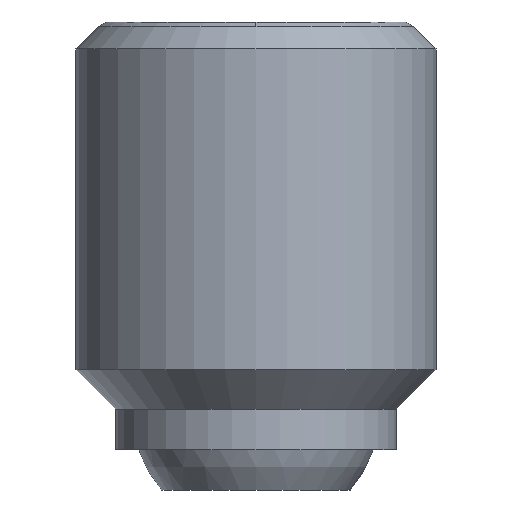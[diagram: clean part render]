
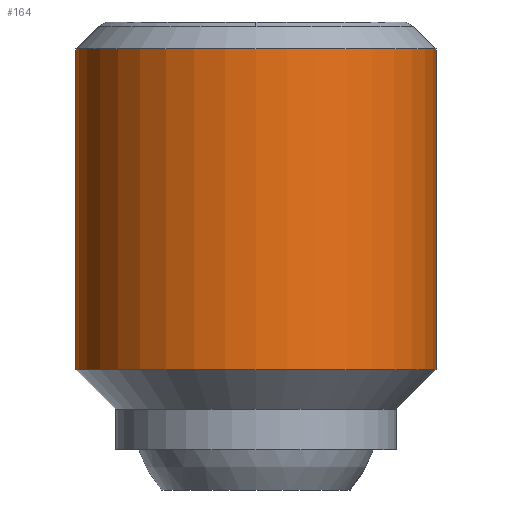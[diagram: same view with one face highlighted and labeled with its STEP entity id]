
A CAD part, front view. The second image highlights one B-rep face of the part: STEP entity #164.
In plain terms, the highlighted cylindrical face has radius 4 mm (diameter 8 mm), a partial arc.
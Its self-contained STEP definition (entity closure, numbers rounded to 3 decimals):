
#150=VERTEX_POINT('',#379);
#164=ADVANCED_FACE('',(#395),#396,.T.);
#172=VERTEX_POINT('',#404);
#204=EDGE_CURVE('',#150,#218,#438,.T.);
#218=VERTEX_POINT('',#455);
#240=EDGE_CURVE('',#150,#172,#478,.T.);
#272=EDGE_CURVE('',#218,#280,#515,.T.);
#280=VERTEX_POINT('',#523);
#316=EDGE_CURVE('',#280,#172,#564,.T.);
#379=CARTESIAN_POINT('',(-4.,0.,-7.725));
#395=FACE_OUTER_BOUND('',#658,.T.);
#396=CYLINDRICAL_SURFACE('',#659,4.0);
#404=CARTESIAN_POINT('',(4.,0.,-7.725));
#438=LINE('',#723,#724);
#455=CARTESIAN_POINT('',(-4.,0.,-0.6));
#478=CIRCLE('',#787,4.0);
#515=CIRCLE('',#840,4.0);
#523=CARTESIAN_POINT('',(4.,0.,-0.6));
#564=LINE('',#909,#910);
#658=EDGE_LOOP('',(#1001,#1002,#1003,#1004));
#659=AXIS2_PLACEMENT_3D('',#1005,#1006,#1007);
#723=CARTESIAN_POINT('',(-4.,0.,-4.163));
#724=VECTOR('',#1046,1.0);
#787=AXIS2_PLACEMENT_3D('',#1091,#1092,#1093);
#840=AXIS2_PLACEMENT_3D('',#1140,#1141,#1142);
#909=CARTESIAN_POINT('',(4.,0.,-4.163));
#910=VECTOR('',#1195,1.0);
#1001=ORIENTED_EDGE('',*,*,#204,.F.);
#1002=ORIENTED_EDGE('',*,*,#240,.T.);
#1003=ORIENTED_EDGE('',*,*,#316,.F.);
#1004=ORIENTED_EDGE('',*,*,#272,.F.);
#1005=CARTESIAN_POINT('',(0.,0.,-4.163));
#1006=DIRECTION('',(-0.0,-0.0,-1.0));
#1007=DIRECTION('',(-1.0,0.,0.0));
#1046=DIRECTION('',(0.0,0.0,1.0));
#1091=CARTESIAN_POINT('',(0.,0.,-7.725));
#1092=DIRECTION('',(0.0,0.0,1.0));
#1093=DIRECTION('',(-1.0,0.,0.0));
#1140=CARTESIAN_POINT('',(0.,0.,-0.6));
#1141=DIRECTION('',(0.0,0.0,1.0));
#1142=DIRECTION('',(-1.0,0.,0.0));
#1195=DIRECTION('',(-0.0,-0.0,-1.0));
